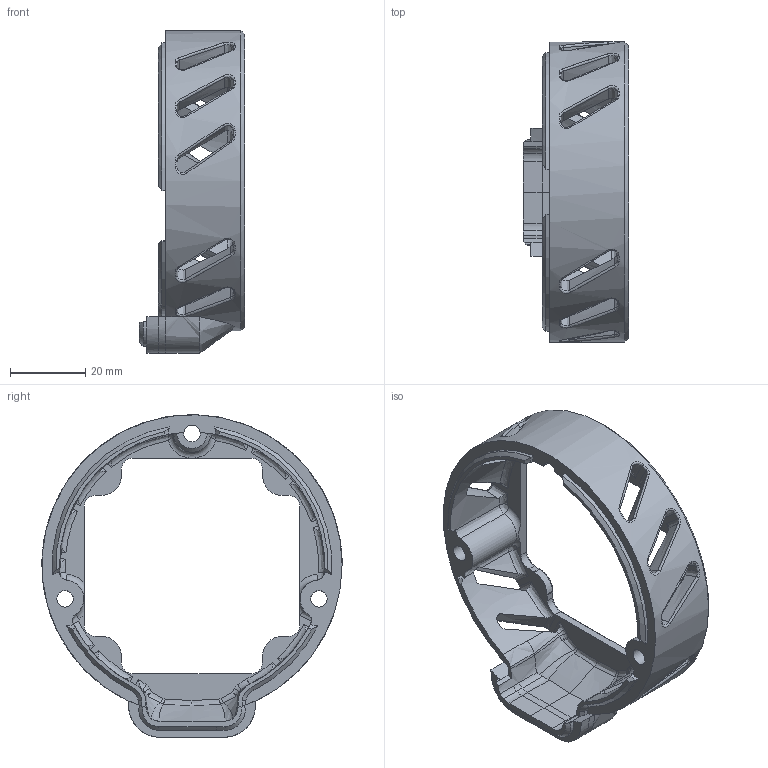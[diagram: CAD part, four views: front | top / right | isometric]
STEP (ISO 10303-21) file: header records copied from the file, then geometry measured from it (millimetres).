
FILE_DESCRIPTION(/* description */ (''),/* implementation_level */ '2;1');
FILE_NAME(/* name */ 'OSSM Mods_Motor Cover - 57AIM30_Rear Taper_PitClamp Mini - Motor Cover - 57AIM30 - Rear - LightlyVented_step.stp',/* time_stamp */ '2025-03-30T00:18:37-04:00',/* author */ (''),/* organization */ (''),/* preprocessor_version */ 'ST-DEVELOPER v20.1',/* originating_system */ 'Autodesk Translation Framework v14.4.0.0',/* authorisation */ '');
FILE_SCHEMA (('AUTOMOTIVE_DESIGN { 1 0 10303 214 3 1 1 }'));
Length unit declared in the file: millimetre
Products named in the file (1): PitClamp Mini - Motor Cover - 57AIM30 - Rear - LightlyVented
Bounding box: 28 x 80 x 85.95 mm (x, y, z)
Volume: 25036.6 mm3; surface area: 16550.8 mm2
Topology: 1 solids, 1 shells, 427 faces, 1129 edges, 683 vertices
Faces by surface type: bspline 232, plane 86, cylinder 52, cone 34, torus 23
Full cylindrical faces by diameter (mm): 4.4 x3, 7 x3, 80 x1
Entity records: 23671 total; most frequent: CARTESIAN_POINT 14777, ORIENTED_EDGE 2242, DIRECTION 1229, EDGE_CURVE 1121, VERTEX_POINT 683, B_SPLINE_CURVE_WITH_KNOTS 597, AXIS2_PLACEMENT_3D 511, EDGE_LOOP 442
